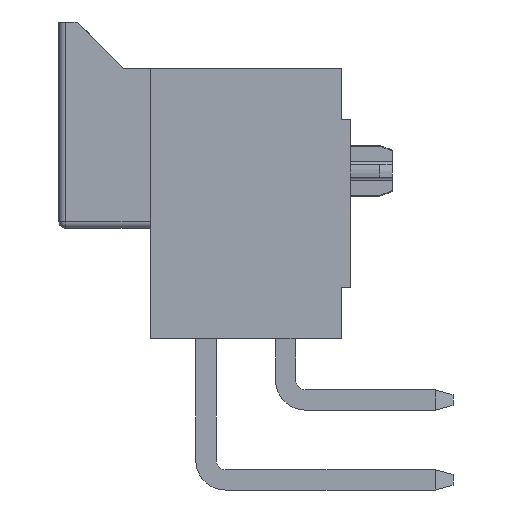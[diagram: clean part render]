
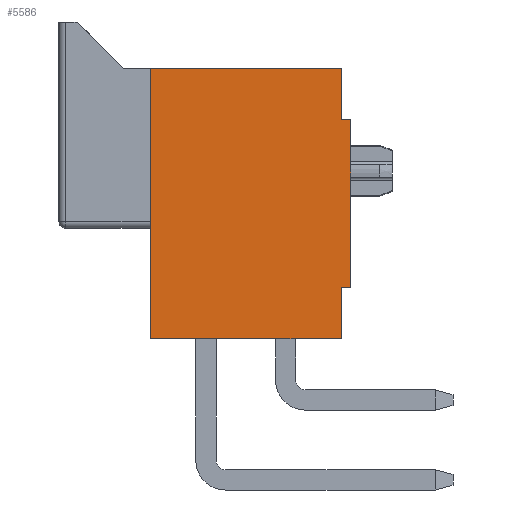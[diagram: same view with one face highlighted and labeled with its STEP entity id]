
A CAD part, left-side view. The second image highlights one B-rep face of the part: STEP entity #5586.
In plain terms, the highlighted planar face has unit normal (-1, 0, 0).
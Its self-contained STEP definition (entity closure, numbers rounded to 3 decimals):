
#1=DIRECTION('',(0.,0.,1.));
#2=VECTOR('',#1,1.6);
#3=CARTESIAN_POINT('',(-7.97,-2.99,-4.23));
#4=LINE('',#3,#2);
#17=DIRECTION('',(0.,0.,1.));
#18=VECTOR('',#17,1.6);
#19=CARTESIAN_POINT('',(-7.97,-2.99,2.63));
#20=LINE('',#19,#18);
#193=DIRECTION('',(0.,-1.,0.));
#194=VECTOR('',#193,0.3);
#195=CARTESIAN_POINT('',(-7.97,-2.99,2.63));
#196=LINE('',#195,#194);
#197=DIRECTION('',(0.,1.,0.));
#198=VECTOR('',#197,5.98);
#199=CARTESIAN_POINT('',(-7.97,-2.99,-4.23));
#200=LINE('',#199,#198);
#209=DIRECTION('',(0.,-1.,0.));
#210=VECTOR('',#209,0.3);
#211=CARTESIAN_POINT('',(-7.97,-2.99,-2.63));
#212=LINE('',#211,#210);
#229=DIRECTION('',(0.,0.,-1.));
#230=VECTOR('',#229,5.26);
#231=CARTESIAN_POINT('',(-7.97,-3.29,2.63));
#232=LINE('',#231,#230);
#485=DIRECTION('',(0.,1.,0.));
#486=VECTOR('',#485,5.98);
#487=CARTESIAN_POINT('',(-7.97,-2.99,4.23));
#488=LINE('',#487,#486);
#913=DIRECTION('',(0.,0.,1.));
#914=VECTOR('',#913,8.46);
#915=CARTESIAN_POINT('',(-7.97,2.99,-4.23));
#916=LINE('',#915,#914);
#4209=CARTESIAN_POINT('',(-7.97,-2.99,4.23));
#4211=VERTEX_POINT('',#4209);
#4214=CARTESIAN_POINT('',(-7.97,-2.99,-4.23));
#4216=VERTEX_POINT('',#4214);
#4217=CARTESIAN_POINT('',(-7.97,2.99,-4.23));
#4218=CARTESIAN_POINT('',(-7.97,2.99,4.23));
#4219=VERTEX_POINT('',#4217);
#4220=VERTEX_POINT('',#4218);
#4246=CARTESIAN_POINT('',(-7.97,-3.29,2.63));
#4248=VERTEX_POINT('',#4246);
#4251=CARTESIAN_POINT('',(-7.97,-3.29,-2.63));
#4252=VERTEX_POINT('',#4251);
#4253=CARTESIAN_POINT('',(-7.97,-2.99,-2.63));
#4254=VERTEX_POINT('',#4253);
#4519=CARTESIAN_POINT('',(-7.97,-2.99,2.63));
#4520=VERTEX_POINT('',#4519);
#5565=CARTESIAN_POINT('',(-7.97,-2.99,-4.23));
#5566=DIRECTION('',(-1.,0.,0.));
#5567=DIRECTION('',(0.,0.,1.));
#5568=AXIS2_PLACEMENT_3D('',#5565,#5566,#5567);
#5569=PLANE('',#5568);
#5570=ORIENTED_EDGE('',*,*,#5478,.F.);
#5572=ORIENTED_EDGE('',*,*,#5571,.T.);
#5574=ORIENTED_EDGE('',*,*,#5573,.T.);
#5576=ORIENTED_EDGE('',*,*,#5575,.F.);
#5577=ORIENTED_EDGE('',*,*,#5470,.F.);
#5579=ORIENTED_EDGE('',*,*,#5578,.T.);
#5581=ORIENTED_EDGE('',*,*,#5580,.T.);
#5583=ORIENTED_EDGE('',*,*,#5582,.F.);
#5584=EDGE_LOOP('',(#5570,#5572,#5574,#5576,#5577,#5579,#5581,#5583));
#5585=FACE_OUTER_BOUND('',#5584,.F.);
#5586=ADVANCED_FACE('',(#5585),#5569,.T.);
#5470=EDGE_CURVE('',#4216,#4254,#4,.T.);
#5478=EDGE_CURVE('',#4520,#4211,#20,.T.);
#5571=EDGE_CURVE('',#4520,#4248,#196,.T.);
#5573=EDGE_CURVE('',#4248,#4252,#232,.T.);
#5575=EDGE_CURVE('',#4254,#4252,#212,.T.);
#5578=EDGE_CURVE('',#4216,#4219,#200,.T.);
#5580=EDGE_CURVE('',#4219,#4220,#916,.T.);
#5582=EDGE_CURVE('',#4211,#4220,#488,.T.);
